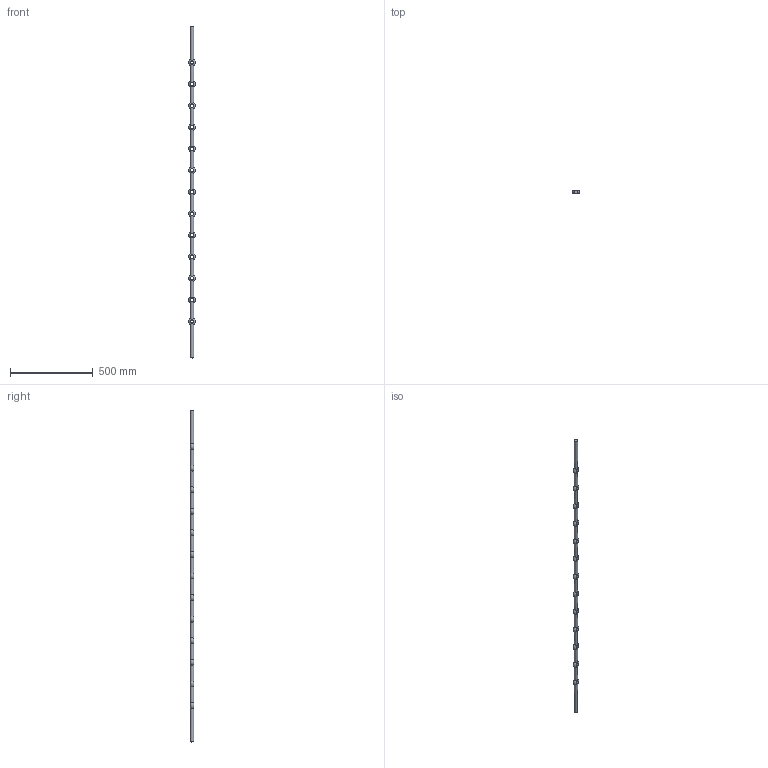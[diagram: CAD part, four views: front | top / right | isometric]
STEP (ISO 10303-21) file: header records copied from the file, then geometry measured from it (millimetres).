
FILE_DESCRIPTION (( 'STEP AP203' ), '1' );
FILE_NAME ('42-A-4.step', '2022-05-02T13:04:22', ( '' ), ( '' ), 'SwSTEP 2.0', 'SolidWorks 2018', '' );
FILE_SCHEMA (( 'CONFIG_CONTROL_DESIGN' ));
Length unit declared in the file: millimetre
Products named in the file (1): 42-A-4
Bounding box: 39.96 x 20 x 2000 mm (x, y, z)
Volume: 665639.4 mm3; surface area: 149468.7 mm2
Topology: 1 solids, 1 shells, 295 faces, 790 edges, 460 vertices
Faces by surface type: plane 150, bspline 90, torus 28, cylinder 27
Full cylindrical faces by diameter (mm): 20 x27
Entity records: 17455 total; most frequent: CARTESIAN_POINT 11048, ORIENTED_EDGE 1454, DIRECTION 979, EDGE_CURVE 727, VERTEX_POINT 458, LINE 455, VECTOR 455, EDGE_LOOP 345
